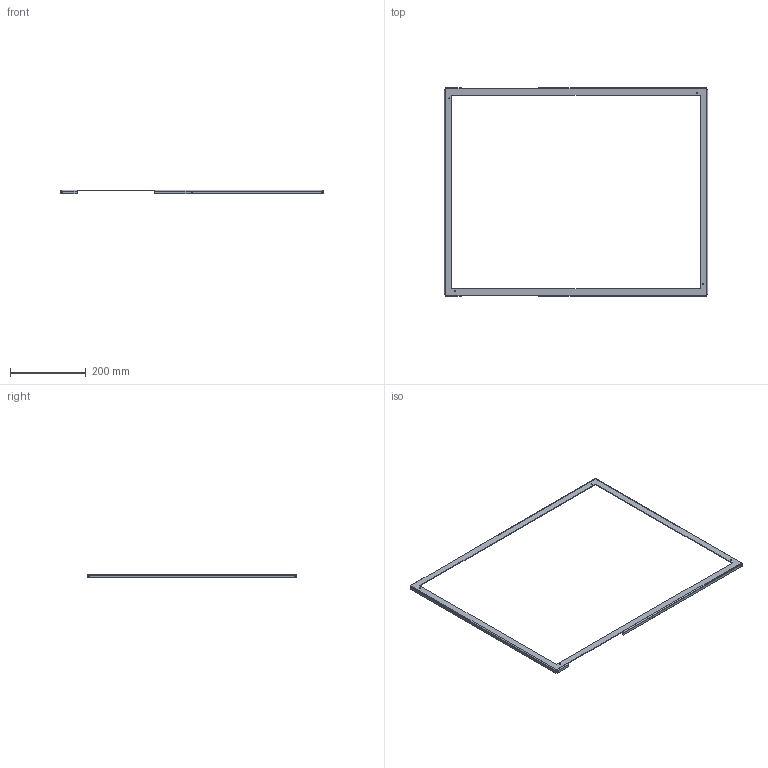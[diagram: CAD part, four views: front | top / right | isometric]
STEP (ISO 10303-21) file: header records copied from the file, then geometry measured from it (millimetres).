
FILE_DESCRIPTION(/* description */ (''),/* implementation_level */ '2;1');
FILE_NAME(/* name */ 'right-frame.step',/* time_stamp */ '2018-11-04T16:26:37+02:00',/* author */ ('nazarJKA8L'),/* organization */ (''),/* preprocessor_version */ 'ST-DEVELOPER v17.2',/* originating_system */ 'Autodesk Translation Framework v7.6.0.251',/* authorisation */ '');
FILE_SCHEMA (('AUTOMOTIVE_DESIGN { 1 0 10303 214 3 1 1 }'));
Length unit declared in the file: millimetre
Products named in the file (1): right-frame-360
Bounding box: 696.5 x 550 x 10 mm (x, y, z)
Volume: 123194 mm3; surface area: 133245.8 mm2
Topology: 1 solids, 1 shells, 113 faces, 285 edges, 174 vertices
Faces by surface type: plane 58, bspline 40, cylinder 15
Full cylindrical faces by diameter (mm): 2.5 x3
Entity records: 4113 total; most frequent: CARTESIAN_POINT 1603, ORIENTED_EDGE 570, DIRECTION 383, EDGE_CURVE 285, LINE 175, VECTOR 175, VERTEX_POINT 174, EDGE_LOOP 141
